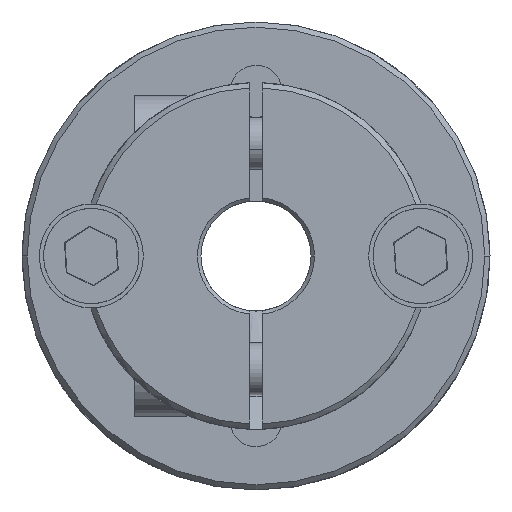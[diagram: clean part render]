
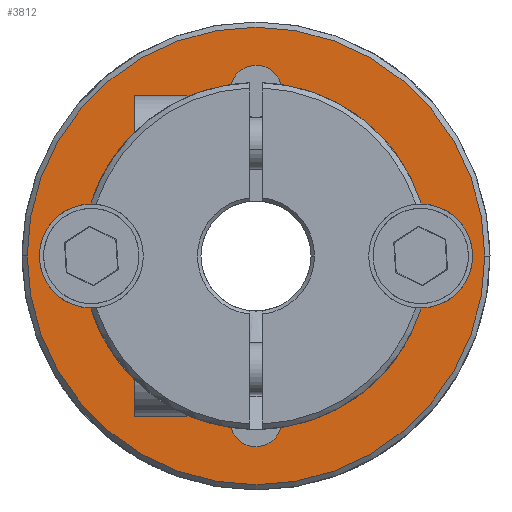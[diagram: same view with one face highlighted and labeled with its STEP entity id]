
A CAD part, front view. The second image highlights one B-rep face of the part: STEP entity #3812.
In plain terms, the highlighted face is planar.
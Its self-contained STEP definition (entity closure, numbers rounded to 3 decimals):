
#434=PLANE('',#4120);
#980=VERTEX_POINT('',#5863);
#981=VERTEX_POINT('',#5864);
#1025=VERTEX_POINT('',#6019);
#1026=VERTEX_POINT('',#6021);
#1037=VERTEX_POINT('',#6077);
#1038=VERTEX_POINT('',#6079);
#1044=VERTEX_POINT('',#6100);
#1045=VERTEX_POINT('',#6102);
#1063=VERTEX_POINT('',#6173);
#1064=VERTEX_POINT('',#6175);
#1068=VERTEX_POINT('',#6213);
#1071=VERTEX_POINT('',#6239);
#1308=CIRCLE('',#4002,13.2);
#1329=CIRCLE('',#4033,1.25);
#1333=CIRCLE('',#4041,3.);
#1336=CIRCLE('',#4047,3.);
#1350=CIRCLE('',#4068,1.25);
#1354=CIRCLE('',#4074,10.);
#1360=CIRCLE('',#4084,3.);
#1362=CIRCLE('',#4087,10.);
#1371=CIRCLE('',#4100,3.);
#1384=CIRCLE('',#4121,13.2);
#1385=CIRCLE('',#4122,10.);
#1386=CIRCLE('',#4123,10.);
#1612=EDGE_CURVE('',#980,#981,#1308,.T.);
#1661=EDGE_CURVE('',#1026,#1025,#1329,.T.);
#1677=EDGE_CURVE('',#1038,#1037,#1333,.T.);
#1687=EDGE_CURVE('',#1045,#1044,#1336,.T.);
#1715=EDGE_CURVE('',#1064,#1063,#1350,.T.);
#1724=EDGE_CURVE('',#1068,#1063,#1354,.T.);
#1734=EDGE_CURVE('',#1044,#1071,#1360,.T.);
#1736=EDGE_CURVE('',#1064,#1071,#1362,.T.);
#1749=EDGE_CURVE('',#1068,#1038,#1371,.T.);
#1767=EDGE_CURVE('',#981,#980,#1384,.T.);
#1768=EDGE_CURVE('',#1026,#1037,#1385,.T.);
#1769=EDGE_CURVE('',#1045,#1025,#1386,.T.);
#2425=ORIENTED_EDGE('',*,*,#1767,.T.);
#2426=ORIENTED_EDGE('',*,*,#1612,.T.);
#2427=ORIENTED_EDGE('',*,*,#1687,.T.);
#2428=ORIENTED_EDGE('',*,*,#1734,.T.);
#2429=ORIENTED_EDGE('',*,*,#1736,.F.);
#2430=ORIENTED_EDGE('',*,*,#1715,.T.);
#2431=ORIENTED_EDGE('',*,*,#1724,.F.);
#2432=ORIENTED_EDGE('',*,*,#1749,.T.);
#2433=ORIENTED_EDGE('',*,*,#1677,.T.);
#2434=ORIENTED_EDGE('',*,*,#1768,.F.);
#2435=ORIENTED_EDGE('',*,*,#1661,.T.);
#2436=ORIENTED_EDGE('',*,*,#1769,.F.);
#3304=EDGE_LOOP('',(#2425,#2426));
#3305=EDGE_LOOP('',(#2427,#2428,#2429,#2430,#2431,#2432,#2433,#2434,#2435,
#2436));
#3562=FACE_BOUND('',#3304,.T.);
#3563=FACE_BOUND('',#3305,.T.);
#3812=ADVANCED_FACE('',(#3562,#3563),#434,.T.);
#4002=AXIS2_PLACEMENT_3D('',#5862,#4594,#4595);
#4033=AXIS2_PLACEMENT_3D('',#6020,#4681,#4682);
#4041=AXIS2_PLACEMENT_3D('',#6078,#4705,#4706);
#4047=AXIS2_PLACEMENT_3D('',#6101,#4723,#4724);
#4068=AXIS2_PLACEMENT_3D('',#6174,#4775,#4776);
#4074=AXIS2_PLACEMENT_3D('',#6214,#4790,#4791);
#4084=AXIS2_PLACEMENT_3D('',#6240,#4811,#4812);
#4087=AXIS2_PLACEMENT_3D('',#6243,#4817,#4818);
#4100=AXIS2_PLACEMENT_3D('',#6270,#4845,#4846);
#4120=AXIS2_PLACEMENT_3D('',#6311,#4886,$);
#4121=AXIS2_PLACEMENT_3D('',#6312,#4887,#4888);
#4122=AXIS2_PLACEMENT_3D('',#6313,#4889,#4890);
#4123=AXIS2_PLACEMENT_3D('',#6314,#4891,#4892);
#4594=DIRECTION('',(0.,1.,0.));
#4595=DIRECTION('',(0.,0.,13.2));
#4681=DIRECTION('',(0.,-1.,0.));
#4682=DIRECTION('',(0.,0.,1.25));
#4705=DIRECTION('',(0.,-1.,0.));
#4706=DIRECTION('',(0.,0.,3.));
#4723=DIRECTION('',(0.,-1.,0.));
#4724=DIRECTION('',(0.,0.,3.));
#4775=DIRECTION('',(0.,-1.,0.));
#4776=DIRECTION('',(0.,0.,1.25));
#4790=DIRECTION('',(0.,1.,0.));
#4791=DIRECTION('',(0.,0.,10.));
#4811=DIRECTION('',(0.,-1.,0.));
#4812=DIRECTION('',(0.,0.,3.));
#4817=DIRECTION('',(0.,1.,0.));
#4818=DIRECTION('',(0.,0.,10.));
#4845=DIRECTION('',(0.,-1.,0.));
#4846=DIRECTION('',(0.,0.,3.));
#4886=DIRECTION('',(0.,1.,0.));
#4887=DIRECTION('',(0.,1.,0.));
#4888=DIRECTION('',(0.,0.,13.2));
#4889=DIRECTION('',(0.,1.,0.));
#4890=DIRECTION('',(0.,0.,10.));
#4891=DIRECTION('',(0.,1.,0.));
#4892=DIRECTION('',(0.,0.,10.));
#5862=CARTESIAN_POINT('',(0.,-2.5,0.));
#5863=CARTESIAN_POINT('',(0.,-2.5,13.2));
#5864=CARTESIAN_POINT('',(0.,-2.5,-13.2));
#6019=CARTESIAN_POINT('',(-9.931,-2.5,-1.173));
#6020=CARTESIAN_POINT('',(-9.5,-2.5,0.));
#6021=CARTESIAN_POINT('',(-9.931,-2.5,1.173));
#6077=CARTESIAN_POINT('',(-3.,-2.5,9.539));
#6078=CARTESIAN_POINT('',(0.,-2.5,9.5));
#6079=CARTESIAN_POINT('',(0.,-2.5,12.5));
#6100=CARTESIAN_POINT('',(0.,-2.5,-12.5));
#6101=CARTESIAN_POINT('',(0.,-2.5,-9.5));
#6102=CARTESIAN_POINT('',(-3.,-2.5,-9.539));
#6173=CARTESIAN_POINT('',(9.931,-2.5,1.173));
#6174=CARTESIAN_POINT('',(9.5,-2.5,0.));
#6175=CARTESIAN_POINT('',(9.931,-2.5,-1.173));
#6213=CARTESIAN_POINT('',(3.,-2.5,9.539));
#6214=CARTESIAN_POINT('',(0.,-2.5,0.));
#6239=CARTESIAN_POINT('',(3.,-2.5,-9.539));
#6240=CARTESIAN_POINT('',(0.,-2.5,-9.5));
#6243=CARTESIAN_POINT('',(0.,-2.5,0.));
#6270=CARTESIAN_POINT('',(0.,-2.5,9.5));
#6311=CARTESIAN_POINT('',(0.,-2.5,0.));
#6312=CARTESIAN_POINT('',(0.,-2.5,0.));
#6313=CARTESIAN_POINT('',(0.,-2.5,0.));
#6314=CARTESIAN_POINT('',(0.,-2.5,0.));
